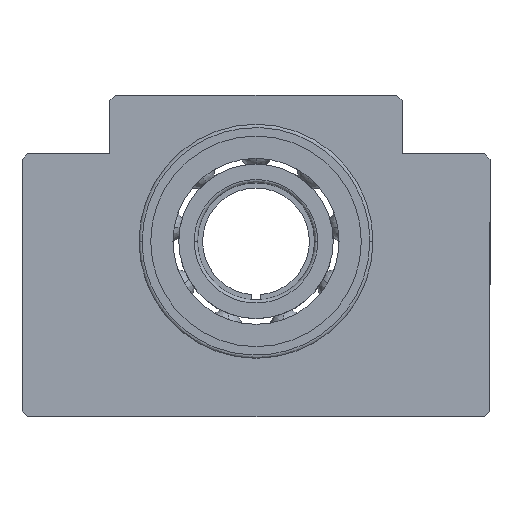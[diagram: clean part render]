
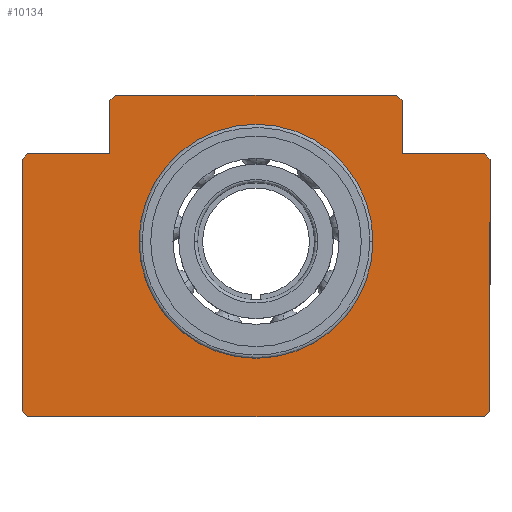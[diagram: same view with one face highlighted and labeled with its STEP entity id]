
A CAD part, top view. The second image highlights one B-rep face of the part: STEP entity #10134.
In plain terms, the highlighted planar face has unit normal (0, 0, 1).
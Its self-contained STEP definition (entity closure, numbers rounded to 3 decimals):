
#60 = CARTESIAN_POINT ( 'NONE',  ( -73.545, 82.717, 18.5 ) ) ;
#501 = VECTOR ( 'NONE', #18378, 1000. ) ;
#1652 = VECTOR ( 'NONE', #20846, 1000. ) ;
#1696 = EDGE_CURVE ( 'NONE', #12567, #28974, #23550, .T. ) ;
#2025 = VERTEX_POINT ( 'NONE', #60 ) ;
#2518 = EDGE_CURVE ( 'NONE', #2025, #22440, #12514, .T. ) ;
#2927 = VECTOR ( 'NONE', #8984, 1000. ) ;
#2990 = EDGE_CURVE ( 'NONE', #15446, #22150, #8955, .T. ) ;
#3010 = DIRECTION ( 'NONE',  ( 0., 0., 1. ) ) ;
#3494 = VECTOR ( 'NONE', #12800, 1000. ) ;
#3839 = DIRECTION ( 'NONE',  ( 0.707, 0.707, 0. ) ) ;
#4522 = CARTESIAN_POINT ( 'NONE',  ( -103.545, 62.717, 18.5 ) ) ;
#4656 = CARTESIAN_POINT ( 'NONE',  ( -75.545, 82.717, 18.5 ) ) ;
#4801 = LINE ( 'NONE', #14719, #23527 ) ;
#5036 = VERTEX_POINT ( 'NONE', #17877 ) ;
#5348 = EDGE_CURVE ( 'NONE', #21277, #8543, #22782, .T. ) ;
#5478 = DIRECTION ( 'NONE',  ( -1., 0., 0. ) ) ;
#5563 = ORIENTED_EDGE ( 'NONE', *, *, #17022, .F. ) ;
#6542 = CARTESIAN_POINT ( 'NONE',  ( -25.545, 32.717, 18.5 ) ) ;
#6703 = CARTESIAN_POINT ( 'NONE',  ( -105.545, 82.717, 18.5 ) ) ;
#7551 = AXIS2_PLACEMENT_3D ( 'NONE', #8507, #16044, #18285 ) ;
#8218 = ORIENTED_EDGE ( 'NONE', *, *, #25940, .F. ) ;
#8251 = CARTESIAN_POINT ( 'NONE',  ( 52.455, -27.283, 18.5 ) ) ;
#8507 = CARTESIAN_POINT ( 'NONE',  ( -75.545, 82.717, 18.5 ) ) ;
#8543 = VERTEX_POINT ( 'NONE', #11720 ) ;
#8889 = ORIENTED_EDGE ( 'NONE', *, *, #16881, .F. ) ;
#8955 = LINE ( 'NONE', #4522, #2927 ) ;
#8984 = DIRECTION ( 'NONE',  ( 1., 0., 0. ) ) ;
#9015 = VECTOR ( 'NONE', #3839, 1000. ) ;
#9093 = VECTOR ( 'NONE', #10231, 1000. ) ;
#9135 = EDGE_CURVE ( 'NONE', #21501, #2025, #18889, .T. ) ;
#9897 = CARTESIAN_POINT ( 'NONE',  ( 24.455, 62.717, 18.5 ) ) ;
#9932 = ORIENTED_EDGE ( 'NONE', *, *, #25860, .F. ) ;
#10134 = ADVANCED_FACE ( 'NONE', ( #19914, #10360 ), #27241, .F. ) ;
#10172 = ORIENTED_EDGE ( 'NONE', *, *, #22554, .F. ) ;
#10231 = DIRECTION ( 'NONE',  ( 0., -1., 0. ) ) ;
#10360 = FACE_OUTER_BOUND ( 'NONE', #10547, .T. ) ;
#10398 = LINE ( 'NONE', #23989, #26590 ) ;
#10547 = EDGE_LOOP ( 'NONE', ( #24623, #11036, #10172, #13767, #8889, #5563, #9932, #8218, #11824, #27344, #10900, #24293, #12932, #16489 ) ) ;
#10678 = CARTESIAN_POINT ( 'NONE',  ( -25.545, 32.717, 18.5 ) ) ;
#10699 = CARTESIAN_POINT ( 'NONE',  ( -103.545, -27.283, 18.5 ) ) ;
#10757 = VECTOR ( 'NONE', #17939, 1000. ) ;
#10856 = CARTESIAN_POINT ( 'NONE',  ( 54.455, 60.717, 18.5 ) ) ;
#10900 = ORIENTED_EDGE ( 'NONE', *, *, #13912, .F. ) ;
#11036 = ORIENTED_EDGE ( 'NONE', *, *, #18782, .F. ) ;
#11283 = LINE ( 'NONE', #10699, #3494 ) ;
#11565 = VECTOR ( 'NONE', #29106, 1000. ) ;
#11628 = VECTOR ( 'NONE', #13096, 1000. ) ;
#11720 = CARTESIAN_POINT ( 'NONE',  ( -65.545, 32.717, 18.5 ) ) ;
#11824 = ORIENTED_EDGE ( 'NONE', *, *, #28743, .F. ) ;
#12267 = VECTOR ( 'NONE', #24667, 1000. ) ;
#12464 = CARTESIAN_POINT ( 'NONE',  ( -75.545, 82.717, 18.5 ) ) ;
#12514 = LINE ( 'NONE', #4656, #501 ) ;
#12567 = VERTEX_POINT ( 'NONE', #15555 ) ;
#12717 = CARTESIAN_POINT ( 'NONE',  ( 24.455, 82.717, 18.5 ) ) ;
#12800 = DIRECTION ( 'NONE',  ( -0.707, 0.707, 0. ) ) ;
#12932 = ORIENTED_EDGE ( 'NONE', *, *, #9135, .F. ) ;
#13096 = DIRECTION ( 'NONE',  ( 0.707, -0.707, 0. ) ) ;
#13185 = CARTESIAN_POINT ( 'NONE',  ( -75.545, -27.283, 18.5 ) ) ;
#13755 = EDGE_CURVE ( 'NONE', #20977, #5036, #11283, .T. ) ;
#13767 = ORIENTED_EDGE ( 'NONE', *, *, #13755, .F. ) ;
#13844 = VECTOR ( 'NONE', #16914, 1000. ) ;
#13912 = EDGE_CURVE ( 'NONE', #22440, #12567, #17641, .T. ) ;
#14130 = EDGE_CURVE ( 'NONE', #22150, #21501, #20214, .T. ) ;
#14251 = EDGE_CURVE ( 'NONE', #8543, #21277, #15023, .T. ) ;
#14252 = CARTESIAN_POINT ( 'NONE',  ( 54.455, 82.717, 18.5 ) ) ;
#14719 = CARTESIAN_POINT ( 'NONE',  ( 52.455, 62.717, 18.5 ) ) ;
#14728 = LINE ( 'NONE', #13185, #11565 ) ;
#14729 = LINE ( 'NONE', #14252, #1652 ) ;
#14958 = DIRECTION ( 'NONE',  ( 1., 0., 0. ) ) ;
#15023 = CIRCLE ( 'NONE', #25523, 40. ) ;
#15446 = VERTEX_POINT ( 'NONE', #24171 ) ;
#15555 = CARTESIAN_POINT ( 'NONE',  ( 24.455, 80.717, 18.5 ) ) ;
#15740 = CARTESIAN_POINT ( 'NONE',  ( 54.455, -25.283, 18.5 ) ) ;
#15969 = CARTESIAN_POINT ( 'NONE',  ( -105.545, 60.717, 18.5 ) ) ;
#16044 = DIRECTION ( 'NONE',  ( 0., 0., -1. ) ) ;
#16489 = ORIENTED_EDGE ( 'NONE', *, *, #14130, .F. ) ;
#16881 = EDGE_CURVE ( 'NONE', #18725, #20977, #14728, .T. ) ;
#16914 = DIRECTION ( 'NONE',  ( 0., 1., 0. ) ) ;
#17022 = EDGE_CURVE ( 'NONE', #27204, #18725, #17572, .T. ) ;
#17572 = LINE ( 'NONE', #15740, #12267 ) ;
#17641 = LINE ( 'NONE', #19778, #11628 ) ;
#17877 = CARTESIAN_POINT ( 'NONE',  ( -105.545, -25.283, 18.5 ) ) ;
#17900 = AXIS2_PLACEMENT_3D ( 'NONE', #6542, #3010, #5478 ) ;
#17939 = DIRECTION ( 'NONE',  ( 0.707, 0.707, 0. ) ) ;
#18285 = DIRECTION ( 'NONE',  ( -1., 0., 0. ) ) ;
#18378 = DIRECTION ( 'NONE',  ( 1., 0., 0. ) ) ;
#18428 = LINE ( 'NONE', #6703, #20900 ) ;
#18725 = VERTEX_POINT ( 'NONE', #8251 ) ;
#18782 = EDGE_CURVE ( 'NONE', #23757, #15446, #25881, .T. ) ;
#18889 = LINE ( 'NONE', #19748, #9015 ) ;
#18963 = CARTESIAN_POINT ( 'NONE',  ( 22.455, 82.717, 18.5 ) ) ;
#19148 = CARTESIAN_POINT ( 'NONE',  ( 54.455, -25.283, 18.5 ) ) ;
#19654 = DIRECTION ( 'NONE',  ( -1., 0., 0. ) ) ;
#19657 = ORIENTED_EDGE ( 'NONE', *, *, #5348, .F. ) ;
#19748 = CARTESIAN_POINT ( 'NONE',  ( -75.545, 80.717, 18.5 ) ) ;
#19778 = CARTESIAN_POINT ( 'NONE',  ( 22.455, 82.717, 18.5 ) ) ;
#19914 = FACE_BOUND ( 'NONE', #20018, .T. ) ;
#19971 = CARTESIAN_POINT ( 'NONE',  ( -75.545, 80.717, 18.5 ) ) ;
#20018 = EDGE_LOOP ( 'NONE', ( #25122, #19657 ) ) ;
#20163 = VERTEX_POINT ( 'NONE', #10856 ) ;
#20214 = LINE ( 'NONE', #12464, #13844 ) ;
#20846 = DIRECTION ( 'NONE',  ( 0., -1., 0. ) ) ;
#20900 = VECTOR ( 'NONE', #24727, 1000. ) ;
#20977 = VERTEX_POINT ( 'NONE', #26670 ) ;
#21277 = VERTEX_POINT ( 'NONE', #27733 ) ;
#21501 = VERTEX_POINT ( 'NONE', #19971 ) ;
#21740 = DIRECTION ( 'NONE',  ( 0., 0., 1. ) ) ;
#22150 = VERTEX_POINT ( 'NONE', #24952 ) ;
#22440 = VERTEX_POINT ( 'NONE', #18963 ) ;
#22554 = EDGE_CURVE ( 'NONE', #5036, #23757, #18428, .T. ) ;
#22782 = CIRCLE ( 'NONE', #17900, 40. ) ;
#23150 = CARTESIAN_POINT ( 'NONE',  ( 52.455, 62.717, 18.5 ) ) ;
#23527 = VECTOR ( 'NONE', #28270, 1000. ) ;
#23550 = LINE ( 'NONE', #12717, #9093 ) ;
#23757 = VERTEX_POINT ( 'NONE', #27447 ) ;
#23989 = CARTESIAN_POINT ( 'NONE',  ( 24.455, 62.717, 18.5 ) ) ;
#24171 = CARTESIAN_POINT ( 'NONE',  ( -103.545, 62.717, 18.5 ) ) ;
#24293 = ORIENTED_EDGE ( 'NONE', *, *, #2518, .F. ) ;
#24623 = ORIENTED_EDGE ( 'NONE', *, *, #2990, .F. ) ;
#24667 = DIRECTION ( 'NONE',  ( -0.707, -0.707, 0. ) ) ;
#24727 = DIRECTION ( 'NONE',  ( 0., 1., 0. ) ) ;
#24952 = CARTESIAN_POINT ( 'NONE',  ( -75.545, 62.717, 18.5 ) ) ;
#25122 = ORIENTED_EDGE ( 'NONE', *, *, #14251, .F. ) ;
#25523 = AXIS2_PLACEMENT_3D ( 'NONE', #10678, #21740, #19654 ) ;
#25860 = EDGE_CURVE ( 'NONE', #20163, #27204, #14729, .T. ) ;
#25881 = LINE ( 'NONE', #15969, #10757 ) ;
#25940 = EDGE_CURVE ( 'NONE', #26588, #20163, #4801, .T. ) ;
#26588 = VERTEX_POINT ( 'NONE', #23150 ) ;
#26590 = VECTOR ( 'NONE', #14958, 1000. ) ;
#26670 = CARTESIAN_POINT ( 'NONE',  ( -103.545, -27.283, 18.5 ) ) ;
#27204 = VERTEX_POINT ( 'NONE', #19148 ) ;
#27241 = PLANE ( 'NONE',  #7551 ) ;
#27344 = ORIENTED_EDGE ( 'NONE', *, *, #1696, .F. ) ;
#27447 = CARTESIAN_POINT ( 'NONE',  ( -105.545, 60.717, 18.5 ) ) ;
#27733 = CARTESIAN_POINT ( 'NONE',  ( 14.455, 32.717, 18.5 ) ) ;
#28270 = DIRECTION ( 'NONE',  ( 0.707, -0.707, 0. ) ) ;
#28743 = EDGE_CURVE ( 'NONE', #28974, #26588, #10398, .T. ) ;
#28974 = VERTEX_POINT ( 'NONE', #9897 ) ;
#29106 = DIRECTION ( 'NONE',  ( -1., 0., 0. ) ) ;
